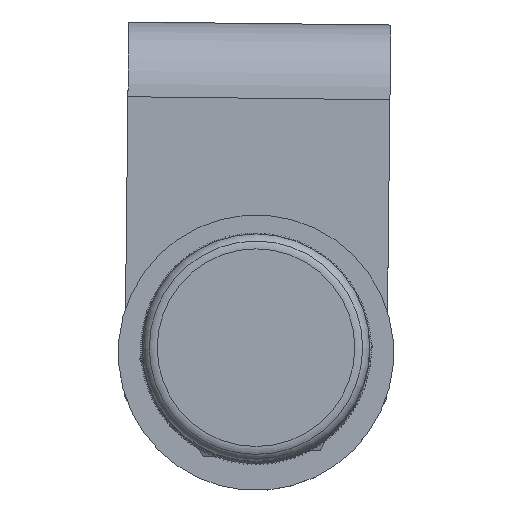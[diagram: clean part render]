
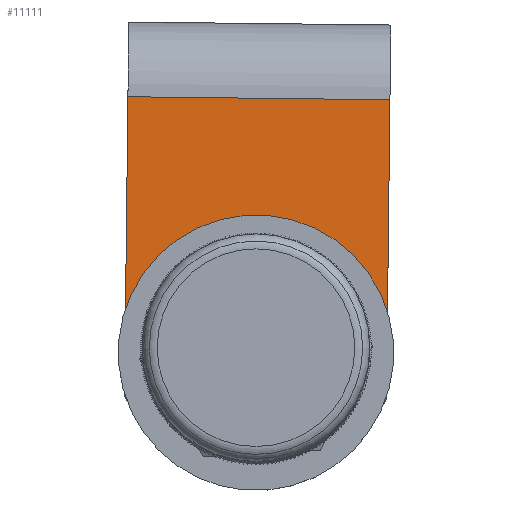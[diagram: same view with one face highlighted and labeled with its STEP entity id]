
A CAD part, top view. The second image highlights one B-rep face of the part: STEP entity #11111.
In plain terms, the highlighted planar face has unit normal (0, 0, 1).
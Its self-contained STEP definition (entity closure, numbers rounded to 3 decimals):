
#3836=LINE('',#59455,#5597);
#3837=LINE('',#59460,#5598);
#3838=LINE('',#59462,#5599);
#5597=VECTOR('',#44131,1.);
#5598=VECTOR('',#44134,1.);
#5599=VECTOR('',#44135,1.);
#7016=PLANE('',#36641);
#11111=ADVANCED_FACE('',(#11369,#11370),#7016,.T.);
#11369=FACE_BOUND('',#13161,.T.);
#11370=FACE_BOUND('',#13162,.T.);
#13161=EDGE_LOOP('',(#23212));
#13162=EDGE_LOOP('',(#23213,#23214,#23215,#23216));
#23212=ORIENTED_EDGE('',*,*,#32281,.T.);
#23213=ORIENTED_EDGE('',*,*,#32282,.T.);
#23214=ORIENTED_EDGE('',*,*,#32283,.T.);
#23215=ORIENTED_EDGE('',*,*,#32284,.F.);
#23216=ORIENTED_EDGE('',*,*,#32285,.F.);
#27134=VERTEX_POINT('',#59454);
#27135=VERTEX_POINT('',#59456);
#27136=VERTEX_POINT('',#59457);
#27137=VERTEX_POINT('',#59459);
#27138=VERTEX_POINT('',#59461);
#32281=EDGE_CURVE('',#27134,#27134,#33719,.T.);
#32282=EDGE_CURVE('',#27135,#27136,#3836,.T.);
#32283=EDGE_CURVE('',#27136,#27137,#33720,.T.);
#32284=EDGE_CURVE('',#27138,#27137,#3837,.T.);
#32285=EDGE_CURVE('',#27135,#27138,#3838,.T.);
#33719=CIRCLE('',#36639,10.75);
#33720=CIRCLE('',#36640,19.42);
#36639=AXIS2_PLACEMENT_3D('',#59453,#44129,#44130);
#36640=AXIS2_PLACEMENT_3D('',#59458,#44132,#44133);
#36641=AXIS2_PLACEMENT_3D('',#59463,#44136,#44137);
#44129=DIRECTION('',(0.,0.,-1.));
#44130=DIRECTION('',(-1.,0.012,0.));
#44131=DIRECTION('',(-0.012,-1.,0.));
#44132=DIRECTION('',(0.,0.,1.));
#44133=DIRECTION('',(-1.,0.012,0.));
#44134=DIRECTION('',(-0.012,-1.,0.));
#44135=DIRECTION('',(1.,-0.012,0.));
#44136=DIRECTION('',(0.,0.,1.));
#44137=DIRECTION('',(-1.,0.012,0.));
#59453=CARTESIAN_POINT('',(17.5,-41.,70.));
#59454=CARTESIAN_POINT('',(6.751,-40.876,70.));
#59455=CARTESIAN_POINT('',(0.393,-6.801,70.));
#59456=CARTESIAN_POINT('',(0.393,-6.801,70.));
#59457=CARTESIAN_POINT('',(-0.068,-46.798,70.));
#59458=CARTESIAN_POINT('',(17.528,-38.58,70.));
#59459=CARTESIAN_POINT('',(34.93,-47.201,70.));
#59460=CARTESIAN_POINT('',(35.391,-7.204,70.));
#59461=CARTESIAN_POINT('',(35.391,-7.204,70.));
#59462=CARTESIAN_POINT('',(0.393,-6.801,70.));
#59463=CARTESIAN_POINT('',(0.393,-6.801,70.));
